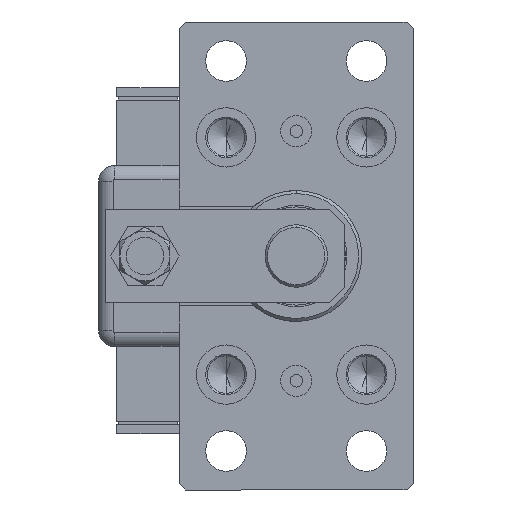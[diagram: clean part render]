
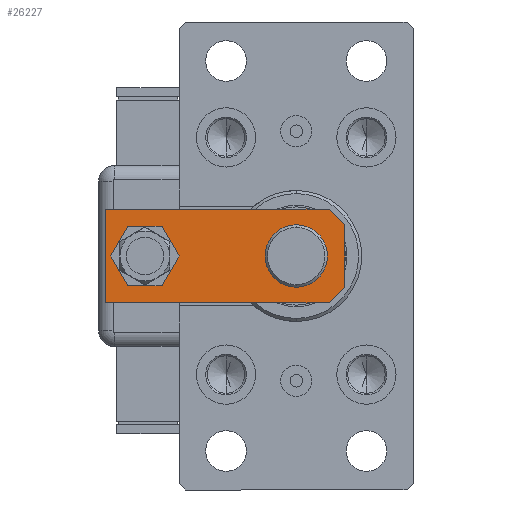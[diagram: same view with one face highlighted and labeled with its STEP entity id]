
A CAD part, left-side view. The second image highlights one B-rep face of the part: STEP entity #26227.
In plain terms, the highlighted face is planar.
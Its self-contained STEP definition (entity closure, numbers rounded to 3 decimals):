
#558 = DIRECTION ( 'NONE',  ( 0., -1., 0. ) ) ;
#940 = VERTEX_POINT ( 'NONE', #30848 ) ;
#1019 = EDGE_CURVE ( 'NONE', #5198, #60644, #41423, .T. ) ;
#1306 = EDGE_CURVE ( 'NONE', #16359, #17692, #20337, .T. ) ;
#1420 = PLANE ( 'NONE',  #25053 ) ;
#1566 = ORIENTED_EDGE ( 'NONE', *, *, #31221, .F. ) ;
#1873 = CARTESIAN_POINT ( 'NONE',  ( 15., 0., 0. ) ) ;
#2150 = CARTESIAN_POINT ( 'NONE',  ( -15., 76.5, 0. ) ) ;
#2742 = AXIS2_PLACEMENT_3D ( 'NONE', #13877, #28443, #4403 ) ;
#2815 = ORIENTED_EDGE ( 'NONE', *, *, #62534, .F. ) ;
#4403 = DIRECTION ( 'NONE',  ( 1., 0., 0. ) ) ;
#5198 = VERTEX_POINT ( 'NONE', #49791 ) ;
#5818 = ORIENTED_EDGE ( 'NONE', *, *, #41963, .T. ) ;
#6769 = CIRCLE ( 'NONE', #54255, 7. ) ;
#6911 = EDGE_CURVE ( 'NONE', #16359, #23228, #61138, .T. ) ;
#7324 = VECTOR ( 'NONE', #13687, 1000. ) ;
#7583 = DIRECTION ( 'NONE',  ( 0., 0., 1. ) ) ;
#9315 = ORIENTED_EDGE ( 'NONE', *, *, #62005, .T. ) ;
#10852 = CARTESIAN_POINT ( 'NONE',  ( -10., 0., 0. ) ) ;
#12531 = VERTEX_POINT ( 'NONE', #26310 ) ;
#12678 = LINE ( 'NONE', #23129, #59645 ) ;
#12937 = DIRECTION ( 'NONE',  ( 1., 0., 0. ) ) ;
#13687 = DIRECTION ( 'NONE',  ( 1., 0., 0. ) ) ;
#13877 = CARTESIAN_POINT ( 'NONE',  ( 0., 15.5, 0. ) ) ;
#14864 = VECTOR ( 'NONE', #30360, 1000. ) ;
#15027 = DIRECTION ( 'NONE',  ( 1., 0., 0. ) ) ;
#15139 = CARTESIAN_POINT ( 'NONE',  ( -10., 15.5, 0. ) ) ;
#15730 = CARTESIAN_POINT ( 'NONE',  ( 10., 0., 0. ) ) ;
#16359 = VERTEX_POINT ( 'NONE', #45155 ) ;
#17692 = VERTEX_POINT ( 'NONE', #61480 ) ;
#20133 = VERTEX_POINT ( 'NONE', #39771 ) ;
#20337 = LINE ( 'NONE', #10852, #49506 ) ;
#21047 = VERTEX_POINT ( 'NONE', #21560 ) ;
#21335 = DIRECTION ( 'NONE',  ( 0., 0., 1. ) ) ;
#21560 = CARTESIAN_POINT ( 'NONE',  ( 7., 64., 0. ) ) ;
#22105 = LINE ( 'NONE', #36655, #14864 ) ;
#22322 = DIRECTION ( 'NONE',  ( 0., 0., 1. ) ) ;
#23129 = CARTESIAN_POINT ( 'NONE',  ( 15., 5., 0. ) ) ;
#23228 = VERTEX_POINT ( 'NONE', #15730 ) ;
#24088 = EDGE_CURVE ( 'NONE', #60644, #5198, #54252, .T. ) ;
#24703 = ORIENTED_EDGE ( 'NONE', *, *, #37632, .T. ) ;
#25053 = AXIS2_PLACEMENT_3D ( 'NONE', #40017, #21335, #31461 ) ;
#25171 = CARTESIAN_POINT ( 'NONE',  ( 0., 15.5, 0. ) ) ;
#26227 = ADVANCED_FACE ( 'NONE', ( #54852, #50119, #26390 ), #1420, .F. ) ;
#26310 = CARTESIAN_POINT ( 'NONE',  ( 15., 76.5, 0. ) ) ;
#26390 = FACE_BOUND ( 'NONE', #41318, .T. ) ;
#26933 = EDGE_CURVE ( 'NONE', #32894, #17692, #47412, .T. ) ;
#28443 = DIRECTION ( 'NONE',  ( 0., 0., 1. ) ) ;
#30360 = DIRECTION ( 'NONE',  ( -1., 0., 0. ) ) ;
#30848 = CARTESIAN_POINT ( 'NONE',  ( -7., 64., 0. ) ) ;
#31221 = EDGE_CURVE ( 'NONE', #20133, #12531, #59736, .T. ) ;
#31363 = AXIS2_PLACEMENT_3D ( 'NONE', #52146, #7583, #12937 ) ;
#31461 = DIRECTION ( 'NONE',  ( 1., 0., 0. ) ) ;
#32618 = DIRECTION ( 'NONE',  ( -0.707, -0.707, 0. ) ) ;
#32693 = CARTESIAN_POINT ( 'NONE',  ( -15., 0., 0. ) ) ;
#32894 = VERTEX_POINT ( 'NONE', #2150 ) ;
#35096 = DIRECTION ( 'NONE',  ( 0., 1., 0. ) ) ;
#36655 = CARTESIAN_POINT ( 'NONE',  ( 15., 76.5, 0. ) ) ;
#37030 = EDGE_LOOP ( 'NONE', ( #24703, #9315 ) ) ;
#37197 = DIRECTION ( 'NONE',  ( 1., 0., 0. ) ) ;
#37632 = EDGE_CURVE ( 'NONE', #940, #21047, #57564, .T. ) ;
#38396 = AXIS2_PLACEMENT_3D ( 'NONE', #25171, #44473, #15027 ) ;
#39179 = VECTOR ( 'NONE', #558, 1000. ) ;
#39771 = CARTESIAN_POINT ( 'NONE',  ( 15., 5., 0. ) ) ;
#40017 = CARTESIAN_POINT ( 'NONE',  ( 0., 0., 0. ) ) ;
#41318 = EDGE_LOOP ( 'NONE', ( #50457, #54449 ) ) ;
#41423 = CIRCLE ( 'NONE', #38396, 10. ) ;
#41448 = ORIENTED_EDGE ( 'NONE', *, *, #1306, .T. ) ;
#41963 = EDGE_CURVE ( 'NONE', #20133, #23228, #12678, .T. ) ;
#42117 = VECTOR ( 'NONE', #35096, 1000. ) ;
#44473 = DIRECTION ( 'NONE',  ( 0., 0., 1. ) ) ;
#45155 = CARTESIAN_POINT ( 'NONE',  ( -10., 0., 0. ) ) ;
#45649 = ORIENTED_EDGE ( 'NONE', *, *, #6911, .F. ) ;
#46058 = CARTESIAN_POINT ( 'NONE',  ( 0., 64., 0. ) ) ;
#47412 = LINE ( 'NONE', #56865, #39179 ) ;
#49506 = VECTOR ( 'NONE', #58294, 1000. ) ;
#49791 = CARTESIAN_POINT ( 'NONE',  ( 10., 15.5, 0. ) ) ;
#50119 = FACE_BOUND ( 'NONE', #37030, .T. ) ;
#50457 = ORIENTED_EDGE ( 'NONE', *, *, #24088, .T. ) ;
#52146 = CARTESIAN_POINT ( 'NONE',  ( 0., 64., 0. ) ) ;
#54252 = CIRCLE ( 'NONE', #2742, 10. ) ;
#54255 = AXIS2_PLACEMENT_3D ( 'NONE', #46058, #22322, #37197 ) ;
#54271 = EDGE_LOOP ( 'NONE', ( #45649, #41448, #55552, #2815, #1566, #5818 ) ) ;
#54449 = ORIENTED_EDGE ( 'NONE', *, *, #1019, .T. ) ;
#54852 = FACE_OUTER_BOUND ( 'NONE', #54271, .T. ) ;
#55552 = ORIENTED_EDGE ( 'NONE', *, *, #26933, .F. ) ;
#56865 = CARTESIAN_POINT ( 'NONE',  ( -15., 76.5, 0. ) ) ;
#57564 = CIRCLE ( 'NONE', #31363, 7. ) ;
#58294 = DIRECTION ( 'NONE',  ( -0.707, 0.707, 0. ) ) ;
#59645 = VECTOR ( 'NONE', #32618, 1000. ) ;
#59736 = LINE ( 'NONE', #1873, #42117 ) ;
#60644 = VERTEX_POINT ( 'NONE', #15139 ) ;
#61138 = LINE ( 'NONE', #32693, #7324 ) ;
#61480 = CARTESIAN_POINT ( 'NONE',  ( -15., 5., 0. ) ) ;
#62005 = EDGE_CURVE ( 'NONE', #21047, #940, #6769, .T. ) ;
#62534 = EDGE_CURVE ( 'NONE', #12531, #32894, #22105, .T. ) ;
